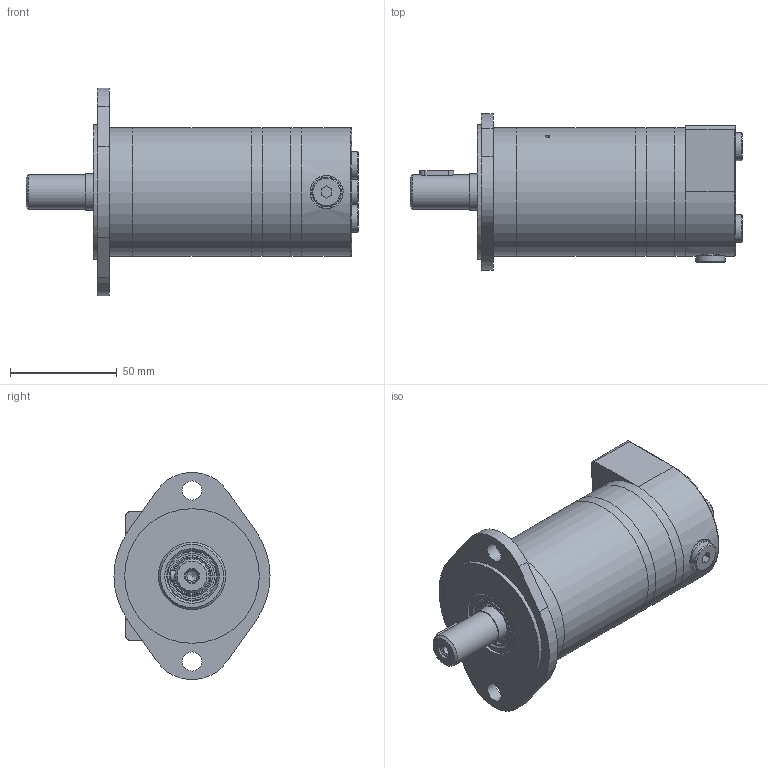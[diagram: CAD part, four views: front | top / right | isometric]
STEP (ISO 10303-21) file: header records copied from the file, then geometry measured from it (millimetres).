
FILE_DESCRIPTION( ( 'STEP AP214' ), '1' );
FILE_NAME( 'MMFS32C.stp', '2019-11-11T15:16:23', ( '' ), ( '' ), ' ', 'PARTsolutions', ' ' );
FILE_SCHEMA( ( 'AUTOMOTIVE_DESIGN { 1 0 10303 214 1 1 1 1 }' ) );
Length unit declared in the file: millimetre
Products named in the file (8): MMFS32C; _MMFMF; _MMBO; _MMVP2; _MM32D; _MMVP; _MMSP; _MMCFSH
Assembly tree (7 placements, depth 2):
  MMFS32C
    _MMFMF
    _MMBO
    _MMVP2
    _MM32D
    _MMVP
    _MMSP
    _MMCFSH
Bounding box: 155.3 x 73 x 96.85 mm (x, y, z)
Volume: 354774.9 mm3; surface area: 73385.5 mm2
Topology: 7 solids, 7 shells, 162 faces, 332 edges, 211 vertices
Faces by surface type: plane 79, cylinder 53, cone 21, torus 9
Full cylindrical faces by diameter (mm): 2 x2, 4.917 x1, 6 x1, 8.4 x3, 9 x2, 13 x3, 13.8 x1, 13.9 x3, 14 x1, 14.95 x2, 15.5 x1, 16 x1, 16.93 x1, 17.3 x1, 17.96 x1, 21.1 x1, 23.5 x1, 31.5 x1, 32 x1, 35.8 x1, 60 x5, 63 x1
Entity records: 5543 total; most frequent: CARTESIAN_POINT 908, DIRECTION 703, ORIENTED_EDGE 514, AXIS2_PLACEMENT_3D 289, EDGE_LOOP 260, EDGE_CURVE 257, VERTEX_POINT 206, FACE_OUTER_BOUND 205
